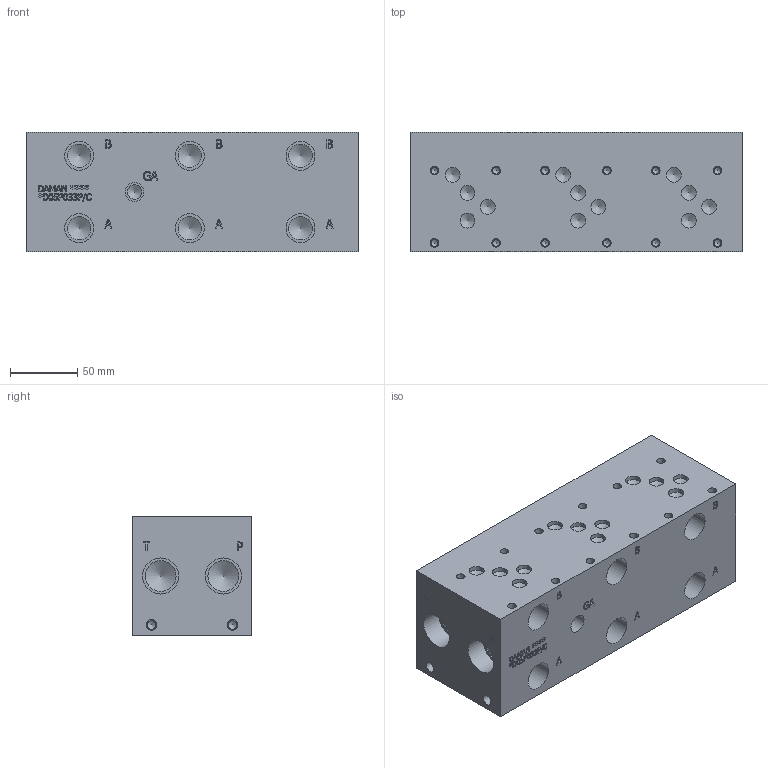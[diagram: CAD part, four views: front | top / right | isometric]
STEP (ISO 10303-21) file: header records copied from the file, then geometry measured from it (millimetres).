
FILE_DESCRIPTION(/* description */ (''),/* implementation_level */ '2;1');
FILE_NAME(/* name */ '_D05P033P_C.stp',/* time_stamp */ '2020-05-12T13:55:07-04:00',/* author */ ('alexanderw'),/* organization */ (''),/* preprocessor_version */ 'ST-DEVELOPER v17',/* originating_system */ 'Autodesk Inventor 2019',/* authorisation */ '');
FILE_SCHEMA (('AUTOMOTIVE_DESIGN { 1 0 10303 214 3 1 1 }'));
Length unit declared in the file: millimetre
Products named in the file (1): Part_AD05P033P~C_3D
Bounding box: 247.65 x 88.9 x 88.9 mm (x, y, z)
Volume: 1848701.6 mm3; surface area: 128380.9 mm2
Topology: 1 solids, 1 shells, 705 faces, 1937 edges, 1315 vertices
Faces by surface type: plane 394, bspline 195, cylinder 72, cone 44
Full cylindrical faces by diameter (mm): 5.105 x12, 6.35 x12, 6.528 x4, 7.925 x4, 10.719 x1, 11.113 x1, 11.125 x11, 13.868 x1, 14.29 x1, 15.9 x1, 17.475 x6, 20.62 x1, 21.59 x6, 22.23 x1, 22.54 x1, 23.012 x4, 26.924 x4, 30.16 x1
Entity records: 23806 total; most frequent: CARTESIAN_POINT 6453, ORIENTED_EDGE 3794, DIRECTION 2792, EDGE_CURVE 1897, VERTEX_POINT 1315, LINE 1244, VECTOR 1244, EDGE_LOOP 826
